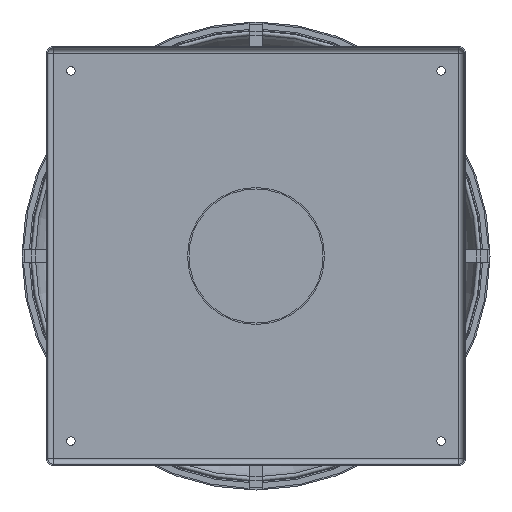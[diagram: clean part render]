
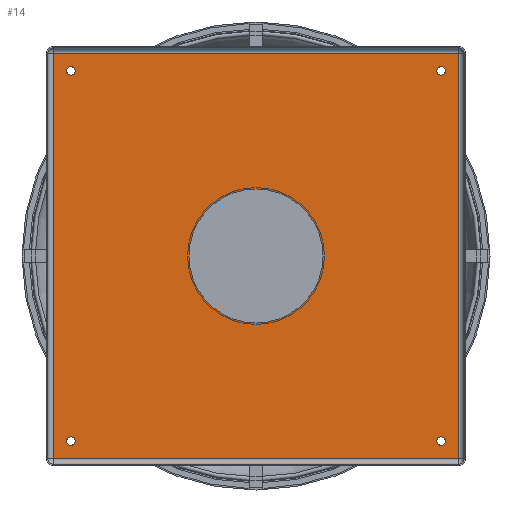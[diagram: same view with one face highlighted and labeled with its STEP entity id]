
A CAD part, front view. The second image highlights one B-rep face of the part: STEP entity #14.
In plain terms, the highlighted planar face has unit normal (0, -1, 0).
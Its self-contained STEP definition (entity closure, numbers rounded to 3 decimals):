
#2 = ORIENTED_EDGE ( 'NONE', *, *, #2173, .T. ) ;
#6 = EDGE_LOOP ( 'NONE', ( #10, #21 ) ) ;
#7 = ORIENTED_EDGE ( 'NONE', *, *, #2123, .T. ) ;
#10 = ORIENTED_EDGE ( 'NONE', *, *, #24, .T. ) ;
#12 = EDGE_LOOP ( 'NONE', ( #13, #7 ) ) ;
#13 = ORIENTED_EDGE ( 'NONE', *, *, #15, .T. ) ;
#14 = ADVANCED_FACE ( 'NONE', ( #2286, #2285, #2284, #2283, #2282, #2281 ), #2280, .F. ) ;
#15 = EDGE_CURVE ( 'NONE', #2125, #2124, #2278, .T. ) ;
#18 = ORIENTED_EDGE ( 'NONE', *, *, #19, .T. ) ;
#19 = EDGE_CURVE ( 'NONE', #2093, #2174, #2266, .T. ) ;
#20 = ORIENTED_EDGE ( 'NONE', *, *, #23, .F. ) ;
#21 = ORIENTED_EDGE ( 'NONE', *, *, #2107, .T. ) ;
#22 = EDGE_LOOP ( 'NONE', ( #18, #2 ) ) ;
#23 = EDGE_CURVE ( 'NONE', #32, #26, #2260, .T. ) ;
#24 = EDGE_CURVE ( 'NONE', #2109, #2108, #2317, .T. ) ;
#26 = VERTEX_POINT ( 'NONE', #2313 ) ;
#28 = EDGE_CURVE ( 'NONE', #29, #33, #2312, .T. ) ;
#29 = VERTEX_POINT ( 'NONE', #2308 ) ;
#30 = ORIENTED_EDGE ( 'NONE', *, *, #31, .F. ) ;
#31 = EDGE_CURVE ( 'NONE', #26, #29, #2307, .T. ) ;
#32 = VERTEX_POINT ( 'NONE', #2303 ) ;
#33 = VERTEX_POINT ( 'NONE', #2302 ) ;
#34 = ORIENTED_EDGE ( 'NONE', *, *, #28, .F. ) ;
#35 = ORIENTED_EDGE ( 'NONE', *, *, #2762, .T. ) ;
#2093 = VERTEX_POINT ( 'NONE', #5096 ) ;
#2105 = EDGE_CURVE ( 'NONE', #2158, #2159, #5179, .T. ) ;
#2107 = EDGE_CURVE ( 'NONE', #2108, #2109, #5160, .T. ) ;
#2108 = VERTEX_POINT ( 'NONE', #5151 ) ;
#2109 = VERTEX_POINT ( 'NONE', #5150 ) ;
#2123 = EDGE_CURVE ( 'NONE', #2124, #2125, #5217, .T. ) ;
#2124 = VERTEX_POINT ( 'NONE', #5210 ) ;
#2125 = VERTEX_POINT ( 'NONE', #5208 ) ;
#2143 = VERTEX_POINT ( 'NONE', #5264 ) ;
#2158 = VERTEX_POINT ( 'NONE', #5333 ) ;
#2159 = VERTEX_POINT ( 'NONE', #5330 ) ;
#2171 = EDGE_CURVE ( 'NONE', #2172, #2143, #5417, .T. ) ;
#2172 = VERTEX_POINT ( 'NONE', #5401 ) ;
#2173 = EDGE_CURVE ( 'NONE', #2174, #2093, #5394, .T. ) ;
#2174 = VERTEX_POINT ( 'NONE', #5387 ) ;
#2257 = DIRECTION ( 'NONE',  ( -1., 0., 0. ) ) ;
#2258 = VECTOR ( 'NONE', #2257, 1000. ) ;
#2259 = CARTESIAN_POINT ( 'NONE',  ( -150., -1., -145. ) ) ;
#2260 = LINE ( 'NONE', #2259, #2258 ) ;
#2261 = CARTESIAN_POINT ( 'NONE',  ( -132.5, -1., -132.5 ) ) ;
#2262 = DIRECTION ( 'NONE',  ( 0., 0., 1. ) ) ;
#2263 = DIRECTION ( 'NONE',  ( 0., 1., 0. ) ) ;
#2264 = CARTESIAN_POINT ( 'NONE',  ( -132.5, -1., 132.5 ) ) ;
#2265 = AXIS2_PLACEMENT_3D ( 'NONE', #2264, #2263, #2262 ) ;
#2266 = CIRCLE ( 'NONE', #2265, 3. ) ;
#2271 = DIRECTION ( 'NONE',  ( 0., 0., 1. ) ) ;
#2272 = DIRECTION ( 'NONE',  ( 0., 1., 0. ) ) ;
#2273 = CARTESIAN_POINT ( 'NONE',  ( 0., -1., 0. ) ) ;
#2274 = AXIS2_PLACEMENT_3D ( 'NONE', #2273, #2272, #2271 ) ;
#2275 = DIRECTION ( 'NONE',  ( 0., 0., 1. ) ) ;
#2276 = DIRECTION ( 'NONE',  ( 0., 1., 0. ) ) ;
#2277 = CARTESIAN_POINT ( 'NONE',  ( -150., -1., 150. ) ) ;
#2278 = CIRCLE ( 'NONE', #2274, 48. ) ;
#2279 = AXIS2_PLACEMENT_3D ( 'NONE', #2277, #2276, #2275 ) ;
#2280 = PLANE ( 'NONE',  #2279 ) ;
#2281 = FACE_OUTER_BOUND ( 'NONE', #6454, .T. ) ;
#2282 = FACE_BOUND ( 'NONE', #2771, .T. ) ;
#2283 = FACE_BOUND ( 'NONE', #6481, .T. ) ;
#2284 = FACE_BOUND ( 'NONE', #22, .T. ) ;
#2285 = FACE_BOUND ( 'NONE', #6, .T. ) ;
#2286 = FACE_BOUND ( 'NONE', #12, .T. ) ;
#2302 = CARTESIAN_POINT ( 'NONE',  ( 145., -1., 145. ) ) ;
#2303 = CARTESIAN_POINT ( 'NONE',  ( 145., -1., -145. ) ) ;
#2304 = DIRECTION ( 'NONE',  ( 0., 0., 1. ) ) ;
#2305 = VECTOR ( 'NONE', #2304, 1000. ) ;
#2306 = CARTESIAN_POINT ( 'NONE',  ( -145., -1., 150. ) ) ;
#2307 = LINE ( 'NONE', #2306, #2305 ) ;
#2308 = CARTESIAN_POINT ( 'NONE',  ( -145., -1., 145. ) ) ;
#2309 = DIRECTION ( 'NONE',  ( 1., 0., 0. ) ) ;
#2310 = VECTOR ( 'NONE', #2309, 1000. ) ;
#2311 = CARTESIAN_POINT ( 'NONE',  ( -150., -1., 145. ) ) ;
#2312 = LINE ( 'NONE', #2311, #2310 ) ;
#2313 = CARTESIAN_POINT ( 'NONE',  ( -145., -1., -145. ) ) ;
#2314 = DIRECTION ( 'NONE',  ( 0., 0., 1. ) ) ;
#2315 = DIRECTION ( 'NONE',  ( 0., 1., 0. ) ) ;
#2316 = AXIS2_PLACEMENT_3D ( 'NONE', #2261, #2315, #2314 ) ;
#2317 = CIRCLE ( 'NONE', #2316, 3. ) ;
#2528 = ORIENTED_EDGE ( 'NONE', *, *, #2529, .T. ) ;
#2529 = EDGE_CURVE ( 'NONE', #2143, #2172, #5754, .T. ) ;
#2762 = EDGE_CURVE ( 'NONE', #2159, #2158, #5743, .T. ) ;
#2771 = EDGE_LOOP ( 'NONE', ( #2528, #6456 ) ) ;
#2797 = ORIENTED_EDGE ( 'NONE', *, *, #2105, .T. ) ;
#5096 = CARTESIAN_POINT ( 'NONE',  ( -132.5, -1., 135.5 ) ) ;
#5150 = CARTESIAN_POINT ( 'NONE',  ( -132.5, -1., -129.5 ) ) ;
#5151 = CARTESIAN_POINT ( 'NONE',  ( -132.5, -1., -135.5 ) ) ;
#5154 = DIRECTION ( 'NONE',  ( 0., 0., 1. ) ) ;
#5156 = DIRECTION ( 'NONE',  ( 0., 1., 0. ) ) ;
#5158 = CARTESIAN_POINT ( 'NONE',  ( -132.5, -1., -132.5 ) ) ;
#5159 = AXIS2_PLACEMENT_3D ( 'NONE', #5158, #5156, #5154 ) ;
#5160 = CIRCLE ( 'NONE', #5159, 3. ) ;
#5164 = DIRECTION ( 'NONE',  ( 0., 0., 1. ) ) ;
#5166 = DIRECTION ( 'NONE',  ( 0., 1., 0. ) ) ;
#5169 = CARTESIAN_POINT ( 'NONE',  ( 132.5, -1., 132.5 ) ) ;
#5170 = AXIS2_PLACEMENT_3D ( 'NONE', #5169, #5166, #5164 ) ;
#5179 = CIRCLE ( 'NONE', #5170, 3. ) ;
#5208 = CARTESIAN_POINT ( 'NONE',  ( 0., -1., 48. ) ) ;
#5210 = CARTESIAN_POINT ( 'NONE',  ( 0., -1., -48. ) ) ;
#5213 = DIRECTION ( 'NONE',  ( 0., 0., 1. ) ) ;
#5214 = DIRECTION ( 'NONE',  ( 0., 1., 0. ) ) ;
#5215 = CARTESIAN_POINT ( 'NONE',  ( 0., -1., 0. ) ) ;
#5216 = AXIS2_PLACEMENT_3D ( 'NONE', #5215, #5214, #5213 ) ;
#5217 = CIRCLE ( 'NONE', #5216, 48. ) ;
#5264 = CARTESIAN_POINT ( 'NONE',  ( 132.5, -1., -129.5 ) ) ;
#5330 = CARTESIAN_POINT ( 'NONE',  ( 132.5, -1., 135.5 ) ) ;
#5333 = CARTESIAN_POINT ( 'NONE',  ( 132.5, -1., 129.5 ) ) ;
#5387 = CARTESIAN_POINT ( 'NONE',  ( -132.5, -1., 129.5 ) ) ;
#5388 = DIRECTION ( 'NONE',  ( 0., 0., 1. ) ) ;
#5389 = DIRECTION ( 'NONE',  ( 0., 1., 0. ) ) ;
#5390 = CARTESIAN_POINT ( 'NONE',  ( -132.5, -1., 132.5 ) ) ;
#5392 = AXIS2_PLACEMENT_3D ( 'NONE', #5390, #5389, #5388 ) ;
#5394 = CIRCLE ( 'NONE', #5392, 3. ) ;
#5401 = CARTESIAN_POINT ( 'NONE',  ( 132.5, -1., -135.5 ) ) ;
#5402 = DIRECTION ( 'NONE',  ( 0., 0., 1. ) ) ;
#5403 = DIRECTION ( 'NONE',  ( 0., 1., 0. ) ) ;
#5404 = CARTESIAN_POINT ( 'NONE',  ( 132.5, -1., -132.5 ) ) ;
#5405 = AXIS2_PLACEMENT_3D ( 'NONE', #5404, #5403, #5402 ) ;
#5417 = CIRCLE ( 'NONE', #5405, 3. ) ;
#5718 = DIRECTION ( 'NONE',  ( 0., 0., -1. ) ) ;
#5719 = VECTOR ( 'NONE', #5718, 1000. ) ;
#5720 = CARTESIAN_POINT ( 'NONE',  ( 145., -1., 150. ) ) ;
#5721 = LINE ( 'NONE', #5720, #5719 ) ;
#5739 = DIRECTION ( 'NONE',  ( 0., 0., 1. ) ) ;
#5740 = DIRECTION ( 'NONE',  ( 0., 1., 0. ) ) ;
#5741 = CARTESIAN_POINT ( 'NONE',  ( 132.5, -1., 132.5 ) ) ;
#5742 = AXIS2_PLACEMENT_3D ( 'NONE', #5741, #5740, #5739 ) ;
#5743 = CIRCLE ( 'NONE', #5742, 3. ) ;
#5748 = DIRECTION ( 'NONE',  ( 0., 0., 1. ) ) ;
#5750 = DIRECTION ( 'NONE',  ( 0., 1., 0. ) ) ;
#5753 = AXIS2_PLACEMENT_3D ( 'NONE', #5760, #5750, #5748 ) ;
#5754 = CIRCLE ( 'NONE', #5753, 3. ) ;
#5760 = CARTESIAN_POINT ( 'NONE',  ( 132.5, -1., -132.5 ) ) ;
#6452 = EDGE_CURVE ( 'NONE', #33, #32, #5721, .T. ) ;
#6453 = ORIENTED_EDGE ( 'NONE', *, *, #6452, .F. ) ;
#6454 = EDGE_LOOP ( 'NONE', ( #6453, #34, #30, #20 ) ) ;
#6456 = ORIENTED_EDGE ( 'NONE', *, *, #2171, .T. ) ;
#6481 = EDGE_LOOP ( 'NONE', ( #35, #2797 ) ) ;
